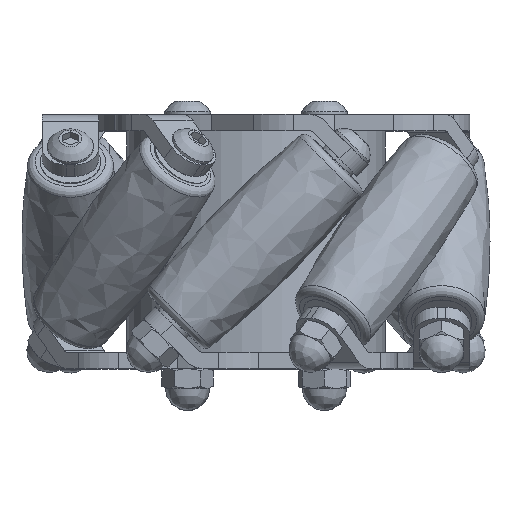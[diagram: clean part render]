
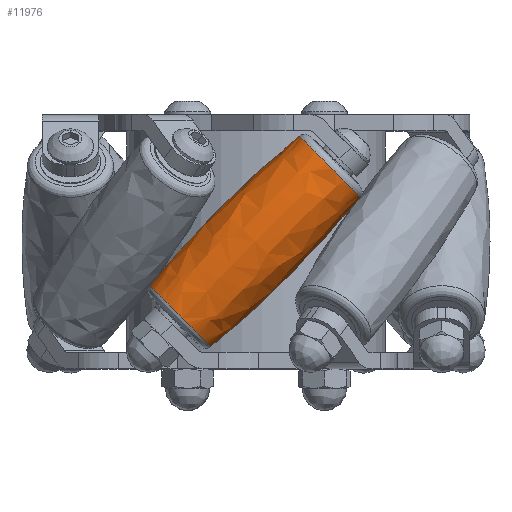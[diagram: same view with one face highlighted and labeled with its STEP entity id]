
A CAD part, top view. The second image highlights one B-rep face of the part: STEP entity #11976.
In plain terms, the highlighted free-form (B-spline) face has degree [2, 2] with [3, 9] control points.
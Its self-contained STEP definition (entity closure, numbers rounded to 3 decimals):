
#11929 = EDGE_CURVE('',#11930,#11930,#11932,.T.);
#11930 = VERTEX_POINT('',#11931);
#11931 = CARTESIAN_POINT('',(10.783,-14.115,
    20.84));
#11932 = ( BOUNDED_CURVE() B_SPLINE_CURVE(2,(#11933,#11934,#11935,#11936
    ,#11937,#11938,#11939),.UNSPECIFIED.,.T.,.F.) 
B_SPLINE_CURVE_WITH_KNOTS((3,2,2,3),(3.142,5.236,
7.33,9.425),.PIECEWISE_BEZIER_KNOTS.) CURVE() 
GEOMETRIC_REPRESENTATION_ITEM() RATIONAL_B_SPLINE_CURVE((1.,0.5,1.,0.5,
1.,0.5,1.)) REPRESENTATION_ITEM('') );
#11933 = CARTESIAN_POINT('',(10.783,-14.115,
    20.84));
#11934 = CARTESIAN_POINT('',(18.507,-21.839,
    20.84));
#11935 = CARTESIAN_POINT('',(14.645,-17.977,
    30.3));
#11936 = CARTESIAN_POINT('',(10.783,-14.115,
    39.761));
#11937 = CARTESIAN_POINT('',(6.921,-10.252,
    30.3));
#11938 = CARTESIAN_POINT('',(3.058,-6.39,
    20.84));
#11939 = CARTESIAN_POINT('',(10.783,-14.115,
    20.84));
#11976 = ADVANCED_FACE('',(#11977),#11999,.F.);
#11977 = FACE_BOUND('',#11978,.F.);
#11978 = EDGE_LOOP('',(#11979,#11987,#11988,#11989));
#11979 = ORIENTED_EDGE('',*,*,#11980,.T.);
#11980 = EDGE_CURVE('',#11981,#11930,#11983,.T.);
#11981 = VERTEX_POINT('',#11982);
#11982 = CARTESIAN_POINT('',(-11.083,-35.981,
    20.84));
#11983 = ( BOUNDED_CURVE() B_SPLINE_CURVE(2,(#11984,#11985,#11986),
.UNSPECIFIED.,.F.,.F.) B_SPLINE_CURVE_WITH_KNOTS((3,3),(6.183,
6.383),.PIECEWISE_BEZIER_KNOTS.) CURVE() 
GEOMETRIC_REPRESENTATION_ITEM() RATIONAL_B_SPLINE_CURVE((1.,
0.995,1.)) REPRESENTATION_ITEM('') );
#11984 = CARTESIAN_POINT('',(-11.083,-35.981,
    20.84));
#11985 = CARTESIAN_POINT('',(-0.15,-25.048,
    19.286));
#11986 = CARTESIAN_POINT('',(10.783,-14.115,
    20.84));
#11987 = ORIENTED_EDGE('',*,*,#11929,.F.);
#11988 = ORIENTED_EDGE('',*,*,#11980,.F.);
#11989 = ORIENTED_EDGE('',*,*,#11990,.T.);
#11990 = EDGE_CURVE('',#11981,#11981,#11991,.T.);
#11991 = ( BOUNDED_CURVE() B_SPLINE_CURVE(2,(#11992,#11993,#11994,#11995
    ,#11996,#11997,#11998),.UNSPECIFIED.,.T.,.F.) 
B_SPLINE_CURVE_WITH_KNOTS((3,2,2,3),(3.142,5.236,
7.33,9.425),.PIECEWISE_BEZIER_KNOTS.) CURVE() 
GEOMETRIC_REPRESENTATION_ITEM() RATIONAL_B_SPLINE_CURVE((1.,0.5,1.,0.5,
1.,0.5,1.)) REPRESENTATION_ITEM('') );
#11992 = CARTESIAN_POINT('',(-11.083,-35.981,
    20.84));
#11993 = CARTESIAN_POINT('',(-3.359,-43.705,
    20.84));
#11994 = CARTESIAN_POINT('',(-7.221,-39.843,
    30.3));
#11995 = CARTESIAN_POINT('',(-11.083,-35.981,
    39.761));
#11996 = CARTESIAN_POINT('',(-14.946,-32.119,
    30.3));
#11997 = CARTESIAN_POINT('',(-18.808,-28.257,
    20.84));
#11998 = CARTESIAN_POINT('',(-11.083,-35.981,
    20.84));
#11999 = ( BOUNDED_SURFACE() B_SPLINE_SURFACE(2,2,(
    (#12000,#12001,#12002,#12003,#12004,#12005,#12006,#12007,#12008)
    ,(#12009,#12010,#12011,#12012,#12013,#12014,#12015,#12016,#12017)
    ,(#12018,#12019,#12020,#12021,#12022,#12023,#12024,#12025,#12026
)),.UNSPECIFIED.,.F.,.T.,.F.) B_SPLINE_SURFACE_WITH_KNOTS((3,3),(1,2,2,2
    ,2,2,1),(-0.1,0.1),(-4.712,
    -3.142,-1.571,0.,1.571,3.142,
4.712),.UNSPECIFIED.) GEOMETRIC_REPRESENTATION_ITEM() 
RATIONAL_B_SPLINE_SURFACE((
    (1.,0.707,1.,0.707,1.,0.707,1.
      ,0.707,1.)
    ,(0.995,0.704,0.995,0.704
      ,0.995,0.704,0.995,0.704
      ,0.995)
    ,(1.,0.707,1.,0.707,1.,0.707,1.
,0.707,1.))) REPRESENTATION_ITEM('') SURFACE() );
#12000 = CARTESIAN_POINT('',(10.783,-14.115,
    20.84));
#12001 = CARTESIAN_POINT('',(15.243,-18.574,
    20.84));
#12002 = CARTESIAN_POINT('',(15.243,-18.574,
    27.147));
#12003 = CARTESIAN_POINT('',(15.243,-18.574,
    33.454));
#12004 = CARTESIAN_POINT('',(10.783,-14.115,
    33.454));
#12005 = CARTESIAN_POINT('',(6.323,-9.655,
    33.454));
#12006 = CARTESIAN_POINT('',(6.323,-9.655,
    27.147));
#12007 = CARTESIAN_POINT('',(6.323,-9.655,
    20.84));
#12008 = CARTESIAN_POINT('',(10.783,-14.115,
    20.84));
#12009 = CARTESIAN_POINT('',(-0.15,-25.048,
    19.286));
#12010 = CARTESIAN_POINT('',(5.408,-30.606,
    19.286));
#12011 = CARTESIAN_POINT('',(5.408,-30.606,
    27.147));
#12012 = CARTESIAN_POINT('',(5.408,-30.606,
    35.007));
#12013 = CARTESIAN_POINT('',(-0.15,-25.048,
    35.007));
#12014 = CARTESIAN_POINT('',(-5.708,-19.49,
    35.007));
#12015 = CARTESIAN_POINT('',(-5.708,-19.49,
    27.147));
#12016 = CARTESIAN_POINT('',(-5.708,-19.49,
    19.286));
#12017 = CARTESIAN_POINT('',(-0.15,-25.048,
    19.286));
#12018 = CARTESIAN_POINT('',(-11.083,-35.981,
    20.84));
#12019 = CARTESIAN_POINT('',(-6.624,-40.441,
    20.84));
#12020 = CARTESIAN_POINT('',(-6.624,-40.441,
    27.147));
#12021 = CARTESIAN_POINT('',(-6.624,-40.441,
    33.454));
#12022 = CARTESIAN_POINT('',(-11.083,-35.981,
    33.454));
#12023 = CARTESIAN_POINT('',(-15.543,-31.521,
    33.454));
#12024 = CARTESIAN_POINT('',(-15.543,-31.521,
    27.147));
#12025 = CARTESIAN_POINT('',(-15.543,-31.521,
    20.84));
#12026 = CARTESIAN_POINT('',(-11.083,-35.981,
    20.84));
